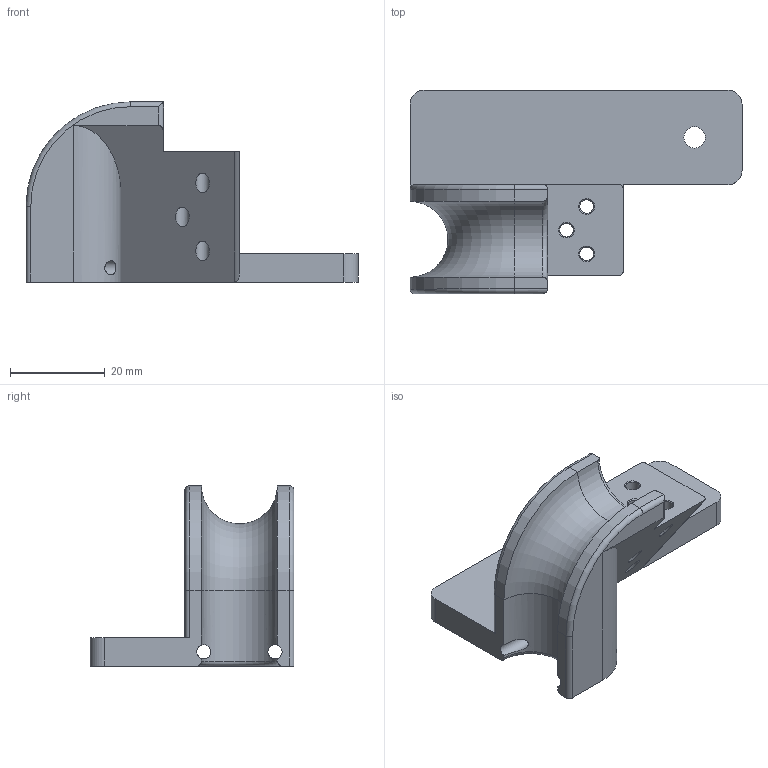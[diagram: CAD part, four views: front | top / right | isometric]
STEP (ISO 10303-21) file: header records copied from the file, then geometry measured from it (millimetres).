
FILE_DESCRIPTION(('FreeCAD Model'),'2;1');
FILE_NAME('Open CASCADE Shape Model','2024-11-20T22:20:23',(''),(''), 'Open CASCADE STEP processor 7.7','FreeCAD','Unknown');
FILE_SCHEMA(('AUTOMOTIVE_DESIGN { 1 0 10303 214 1 1 1 1 }'));
Length unit declared in the file: millimetre
Products named in the file (1): BodyReceiver
Bounding box: 70 x 43 x 37.99 mm (x, y, z)
Volume: 25575.9 mm3; surface area: 9824.8 mm2
Topology: 1 solids, 1 shells, 46 faces, 128 edges, 82 vertices
Faces by surface type: cylinder 22, plane 16, torus 5, cone 3
Full cylindrical faces by diameter (mm): 2.9 x3, 3 x2, 4.5 x1
Entity records: 1805 total; most frequent: CARTESIAN_POINT 537, DIRECTION 271, ORIENTED_EDGE 256, EDGE_CURVE 128, AXIS2_PLACEMENT_3D 100, VERTEX_POINT 82, LINE 71, VECTOR 71
